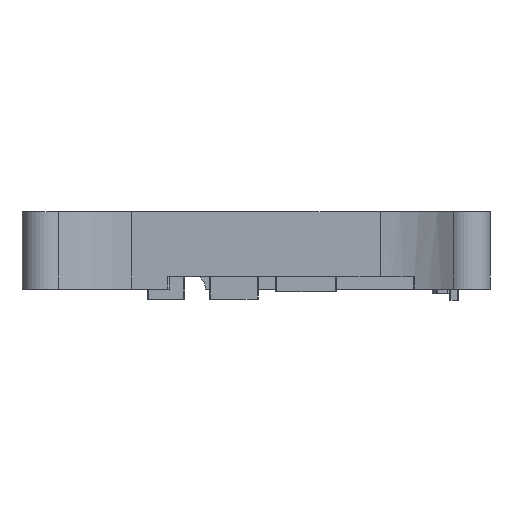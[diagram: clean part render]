
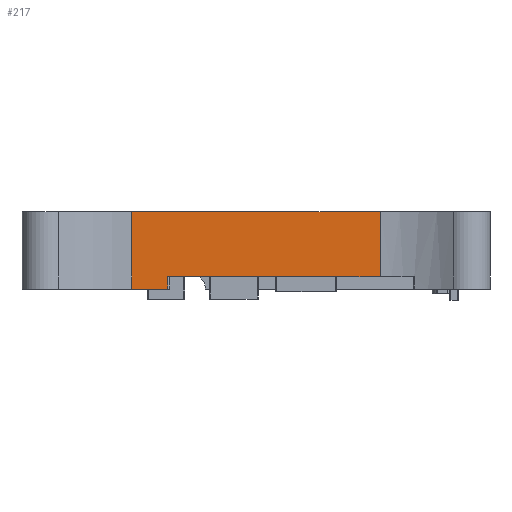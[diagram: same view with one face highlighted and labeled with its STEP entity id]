
A CAD part, front view. The second image highlights one B-rep face of the part: STEP entity #217.
In plain terms, the highlighted planar face has unit normal (0, -1, 0).
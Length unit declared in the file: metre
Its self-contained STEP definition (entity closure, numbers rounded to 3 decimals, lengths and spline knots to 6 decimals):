
#217 = ADVANCED_FACE( '', ( #578 ), #579, .T. );
#578 = FACE_OUTER_BOUND( '', #1099, .T. );
#579 = PLANE( '', #1100 );
#1099 = EDGE_LOOP( '', ( #1712, #1713, #1714, #1715, #1716, #1717 ) );
#1100 = AXIS2_PLACEMENT_3D( '', #1718, #1719, #1720 );
#1712 = ORIENTED_EDGE( '', *, *, #3197, .T. );
#1713 = ORIENTED_EDGE( '', *, *, #3232, .T. );
#1714 = ORIENTED_EDGE( '', *, *, #3174, .T. );
#1715 = ORIENTED_EDGE( '', *, *, #3233, .T. );
#1716 = ORIENTED_EDGE( '', *, *, #3234, .F. );
#1717 = ORIENTED_EDGE( '', *, *, #3235, .F. );
#1718 = CARTESIAN_POINT( '', ( 0.018097, 0.00127, 0. ) );
#1719 = DIRECTION( '', ( 0., -1., 0. ) );
#1720 = DIRECTION( '', ( 0., 0., -1. ) );
#3174 = EDGE_CURVE( '', #3828, #3826, #3829, .T. );
#3197 = EDGE_CURVE( '', #3867, #3865, #3868, .T. );
#3232 = EDGE_CURVE( '', #3865, #3828, #3930, .T. );
#3233 = EDGE_CURVE( '', #3826, #3931, #3932, .T. );
#3234 = EDGE_CURVE( '', #3933, #3931, #3934, .T. );
#3235 = EDGE_CURVE( '', #3867, #3933, #3935, .T. );
#3826 = VERTEX_POINT( '', #4773 );
#3828 = VERTEX_POINT( '', #4775 );
#3829 = LINE( '', #4776, #4777 );
#3865 = VERTEX_POINT( '', #4823 );
#3867 = VERTEX_POINT( '', #4825 );
#3868 = LINE( '', #4826, #4827 );
#3930 = LINE( '', #4903, #4904 );
#3931 = VERTEX_POINT( '', #4905 );
#3932 = LINE( '', #4906, #4907 );
#3933 = VERTEX_POINT( '', #4908 );
#3934 = LINE( '', #4909, #4910 );
#3935 = LINE( '', #4911, #4912 );
#4773 = CARTESIAN_POINT( '', ( 0.069659, 0.00127, -0.013538 ) );
#4775 = CARTESIAN_POINT( '', ( 0.025558, 0.00127, -0.013538 ) );
#4776 = CARTESIAN_POINT( '', ( 0.047736, 0.00127, -0.013538 ) );
#4777 = VECTOR( '', #5963, 1. );
#4823 = CARTESIAN_POINT( '', ( 0.025558, 0.00127, -0.016078 ) );
#4825 = CARTESIAN_POINT( '', ( 0.018097, 0.00127, -0.016078 ) );
#4826 = CARTESIAN_POINT( '', ( 0.021955, 0.00127, -0.016078 ) );
#4827 = VECTOR( '', #6001, 1. );
#4903 = CARTESIAN_POINT( '', ( 0.025558, 0.00127, 0. ) );
#4904 = VECTOR( '', #6061, 1. );
#4905 = CARTESIAN_POINT( '', ( 0.069659, 0.00127, 0. ) );
#4906 = CARTESIAN_POINT( '', ( 0.069659, 0.00127, -0.006769 ) );
#4907 = VECTOR( '', #6062, 1. );
#4908 = CARTESIAN_POINT( '', ( 0.018097, 0.00127, 0. ) );
#4909 = CARTESIAN_POINT( '', ( 0.043878, 0.00127, 0. ) );
#4910 = VECTOR( '', #6063, 1. );
#4911 = CARTESIAN_POINT( '', ( 0.018097, 0.00127, -0.008039 ) );
#4912 = VECTOR( '', #6064, 1. );
#5963 = DIRECTION( '', ( 1., 0., 0. ) );
#6001 = DIRECTION( '', ( 1., 0., 0. ) );
#6061 = DIRECTION( '', ( 0., 0., 1. ) );
#6062 = DIRECTION( '', ( 0., 0., 1. ) );
#6063 = DIRECTION( '', ( 1., 0., 0. ) );
#6064 = DIRECTION( '', ( 0., 0., 1. ) );
